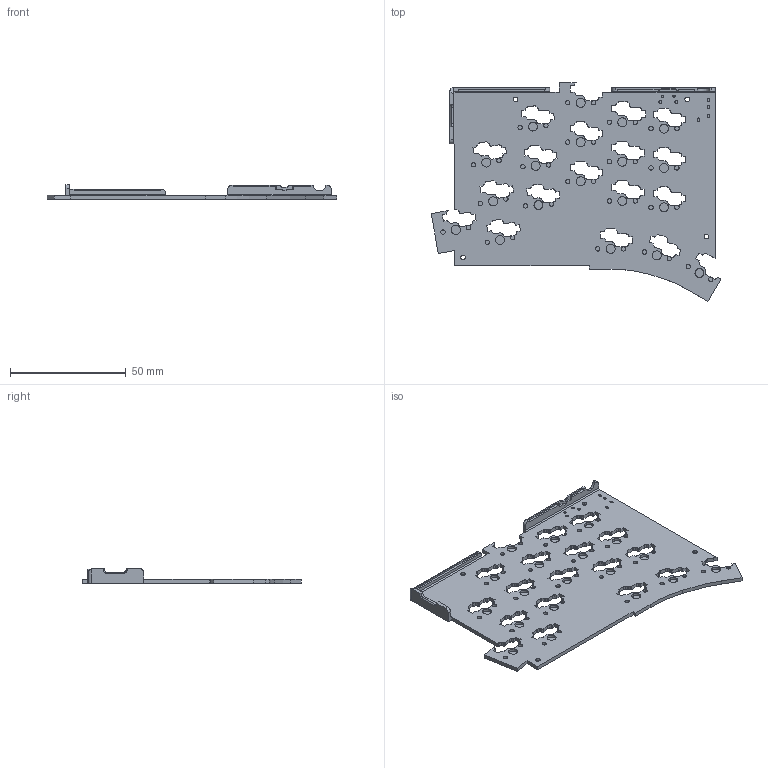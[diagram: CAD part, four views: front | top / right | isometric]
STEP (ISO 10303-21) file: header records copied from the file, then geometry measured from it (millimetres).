
FILE_DESCRIPTION (( 'STEP AP214' ), '1' );
FILE_NAME ('TOTEM_case_usb_bottom_L_V.08.step', '2024-11-25T10:09:12', ( '' ), ( '' ), 'SwSTEP 2.0', 'SolidWorks 2022', '' );
FILE_SCHEMA (( 'AUTOMOTIVE_DESIGN' ));
Length unit declared in the file: millimetre
Products named in the file (1): TOTEM_case_usb_bottom_L_V.08
Bounding box: 125.13 x 94.46 x 6.39 mm (x, y, z)
Volume: 13415.5 mm3; surface area: 19002.7 mm2
Topology: 1 solids, 1 shells, 991 faces, 2780 edges, 1843 vertices
Faces by surface type: plane 463, bspline 346, cylinder 169, cone 13
Entity records: 34180 total; most frequent: CARTESIAN_POINT 10699, ORIENTED_EDGE 5560, DIRECTION 3716, EDGE_CURVE 2780, VERTEX_POINT 1843, LINE 1742, VECTOR 1742, EDGE_LOOP 1083
